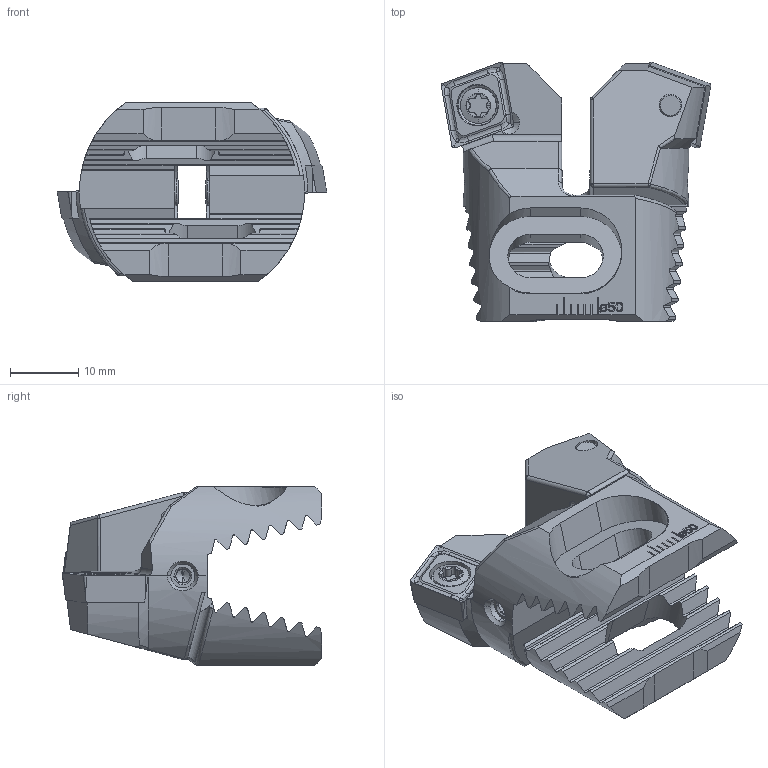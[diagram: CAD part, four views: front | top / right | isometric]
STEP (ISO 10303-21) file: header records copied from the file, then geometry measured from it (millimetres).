
FILE_DESCRIPTION (( 'STEP AP203' ), '1' );
FILE_NAME ('D24.032.040.009.STEP', '2018-03-02T10:30:54', ( 'SWIAdmin' ), ( 'Hewlett-Packard Company' ), 'SwSTEP 2.0', 'SolidWorks 2017', '' );
FILE_SCHEMA (( 'CONFIG_CONTROL_DESIGN' ));
Length unit declared in the file: millimetre
Products named in the file (5): Z32-ER3.001.013_A; D24.032.040.009; Z32-xxx.001.021_B_70ø; WCB-ER2.001.009_A; CCMT09T304
Assembly tree (8 placements, depth 2):
  D24.032.040.009
    Z32-xxx.001.021_B_70ø  x2
    WCB-ER2.001.009_A  x2
    CCMT09T304  x2
    Z32-ER3.001.013_A  x2
Bounding box: 39.5 x 38 x 26.2 mm (x, y, z)
Volume: 11747 mm3; surface area: 8192 mm2
Topology: 8 solids, 8 shells, 648 faces, 1706 edges, 1060 vertices
Faces by surface type: plane 298, cylinder 138, bspline 98, cone 82, sphere 16, torus 16
Entity records: 12602 total; most frequent: CARTESIAN_POINT 4737, ORIENTED_EDGE 1678, DIRECTION 1289, EDGE_CURVE 839, VERTEX_POINT 530, AXIS2_PLACEMENT_3D 435, LINE 419, VECTOR 419
